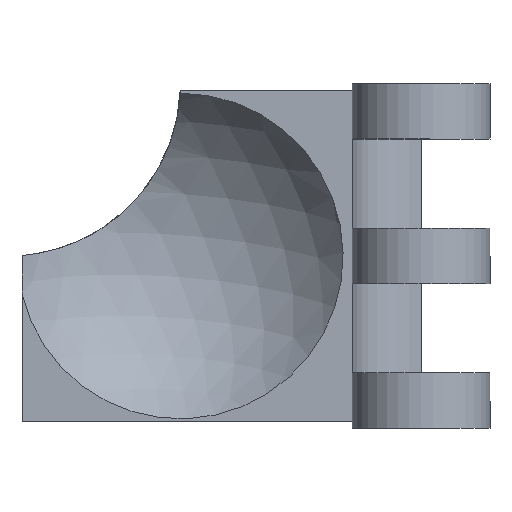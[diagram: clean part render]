
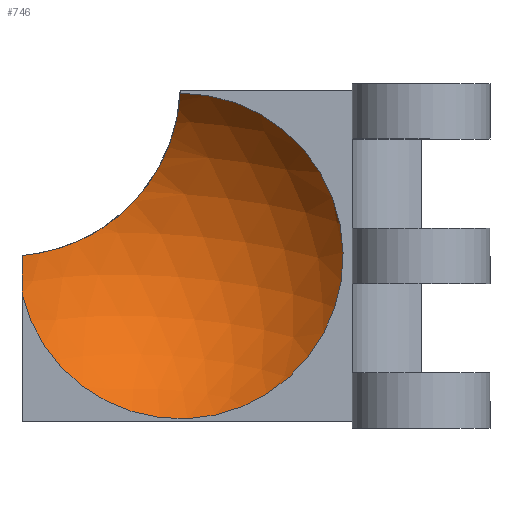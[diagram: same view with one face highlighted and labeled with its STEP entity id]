
A CAD part, left-side view. The second image highlights one B-rep face of the part: STEP entity #746.
In plain terms, the highlighted spherical face has radius 29.321 mm.
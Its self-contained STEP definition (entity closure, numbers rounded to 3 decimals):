
#421=CARTESIAN_POINT('',(2.,35.036,48.658));
#422=VERTEX_POINT('',#421);
#430=CARTESIAN_POINT('',(2.865,58.,25.08));
#431=VERTEX_POINT('',#430);
#432=CARTESIAN_POINT('',(2.865,58.,25.08));
#433=CARTESIAN_POINT('',(3.92,57.165,25.147));
#434=CARTESIAN_POINT('',(4.91,56.263,25.262));
#435=CARTESIAN_POINT('',(7.042,54.035,25.687));
#436=CARTESIAN_POINT('',(8.117,52.671,26.053));
#437=CARTESIAN_POINT('',(9.943,49.842,27.105));
#438=CARTESIAN_POINT('',(10.761,48.227,27.868));
#439=CARTESIAN_POINT('',(11.574,45.883,29.347));
#440=CARTESIAN_POINT('',(11.779,45.114,29.893));
#441=CARTESIAN_POINT('',(12.047,43.651,31.064));
#442=CARTESIAN_POINT('',(12.111,42.958,31.687));
#443=CARTESIAN_POINT('',(12.111,41.687,32.958));
#444=CARTESIAN_POINT('',(12.047,41.064,33.651));
#445=CARTESIAN_POINT('',(11.779,39.893,35.114));
#446=CARTESIAN_POINT('',(11.574,39.347,35.883));
#447=CARTESIAN_POINT('',(10.761,37.868,38.227));
#448=CARTESIAN_POINT('',(9.943,37.105,39.842));
#449=CARTESIAN_POINT('',(8.117,36.053,42.671));
#450=CARTESIAN_POINT('',(7.042,35.687,44.035));
#451=CARTESIAN_POINT('',(4.666,35.213,46.518));
#452=CARTESIAN_POINT('',(3.381,35.09,47.647));
#453=CARTESIAN_POINT('',(2.,35.036,48.658));
#454=B_SPLINE_CURVE_WITH_KNOTS('',3,(#432,#433,#434,#435,#436,#437,#438,#439,#440,#441,#442,#443,#444,#445,#446,#447,#448,#449,#450,#451,#452,#453),.UNSPECIFIED.,.F.,.U.,(4,2,2,2,2,2,2,2,2,2,4),(0.,4.006,9.416,15.037,17.848,20.658,23.469,26.279,31.9,37.31,42.393),.UNSPECIFIED.);
#455=EDGE_CURVE('',#431,#422,#454,.T.);
#472=CARTESIAN_POINT('',(2.,58.,19.458));
#473=VERTEX_POINT('',#472);
#474=CARTESIAN_POINT('',(-15.321,58.,25.));
#475=DIRECTION('',(0.952,0.,-0.305));
#476=DIRECTION('',(0.,-1.,0.));
#477=AXIS2_PLACEMENT_3D('',#474,#476,#475);
#478=CIRCLE('',#477,18.186);
#479=EDGE_CURVE('',#473,#431,#478,.T.);
#653=CARTESIAN_POINT('',(2.,35.,25.));
#654=DIRECTION('',(0.,0.002,1.));
#655=DIRECTION('',(1.,0.,0.));
#656=AXIS2_PLACEMENT_3D('',#653,#655,#654);
#657=CIRCLE('',#656,23.658);
#658=EDGE_CURVE('',#422,#473,#657,.T.);
#736=CARTESIAN_POINT('',(-15.321,35.,25.));
#737=DIRECTION('',(-0.925,-0.296,-0.239));
#738=DIRECTION('',(0.227,0.073,-0.971));
#739=AXIS2_PLACEMENT_3D('',#736,#738,#737);
#740=SPHERICAL_SURFACE('',#739,29.321);
#741=ORIENTED_EDGE('',*,*,#455,.T.);
#742=ORIENTED_EDGE('',*,*,#658,.T.);
#743=ORIENTED_EDGE('',*,*,#479,.T.);
#744=EDGE_LOOP('',(#741,#742,#743));
#745=FACE_OUTER_BOUND('',#744,.F.);
#746=ADVANCED_FACE('F22',(#745),#740,.F.);
